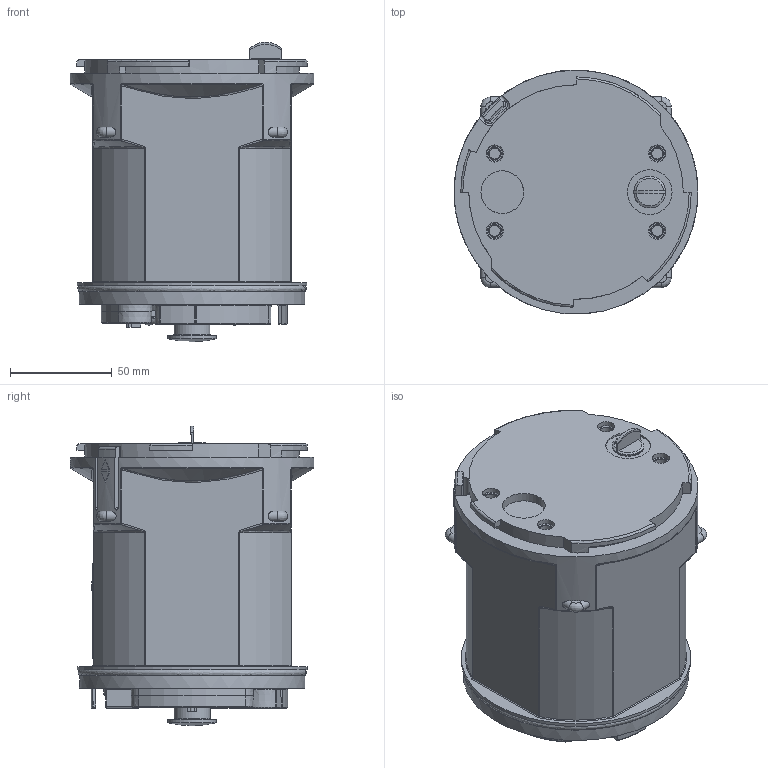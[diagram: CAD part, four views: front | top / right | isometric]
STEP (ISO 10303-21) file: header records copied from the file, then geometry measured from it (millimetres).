
FILE_DESCRIPTION(/* description */ (''),/* implementation_level */ '2;1');
FILE_NAME(/* name */ 'Zusammenbau_ULTRA_Antrieb.stp',/* time_stamp */ '2020-11-16T12:37:12+01:00',/* author */ ('002230'),/* organization */ (''),/* preprocessor_version */ 'ST-DEVELOPER v17',/* originating_system */ 'Autodesk Inventor 2019',/* authorisation */ '');
FILE_SCHEMA (('AUTOMOTIVE_DESIGN { 1 0 10303 214 3 1 1 }'));
Length unit declared in the file: millimetre
Products named in the file (4): ULTRA_Antrieb_für_step; ULTRA_Antrieb_Ableitung; pusto03a; pusto02a
Assembly tree (3 placements, depth 2):
  ULTRA_Antrieb_für_step
    ULTRA_Antrieb_Ableitung
    pusto03a
    pusto02a
Bounding box: 119.99 x 119.9 x 147.24 mm (x, y, z)
Volume: 1114047 mm3; surface area: 87056.9 mm2
Topology: 6 solids, 20 shells, 926 faces, 2291 edges, 1424 vertices
Faces by surface type: plane 290, cylinder 272, torus 145, cone 96, bspline 94, sphere 29
Full cylindrical faces by diameter (mm): 4 x2, 6.4 x5, 8 x3, 8.4 x4, 10.3 x1, 11.445 x1, 12.7 x4, 13 x1, 14.75 x3, 15.3 x1, 15.6 x1, 17.7 x1, 19 x1, 21 x1, 22 x1, 24 x1, 108 x2, 111 x1, 113 x1, 120 x1
Entity records: 34056 total; most frequent: CARTESIAN_POINT 11419, DIRECTION 4573, ORIENTED_EDGE 4542, EDGE_CURVE 2271, AXIS2_PLACEMENT_3D 1877, VERTEX_POINT 1424, CIRCLE 1002, EDGE_LOOP 975
